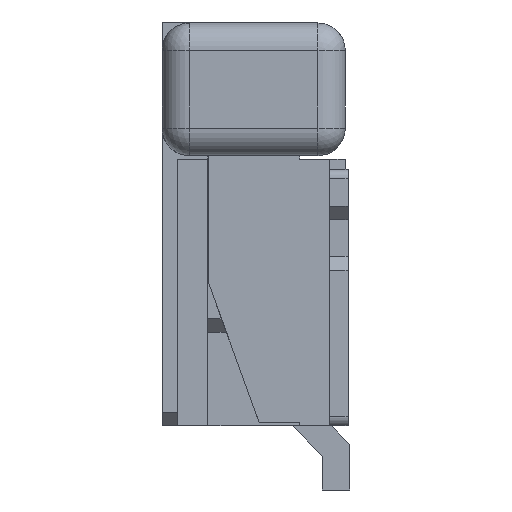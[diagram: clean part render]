
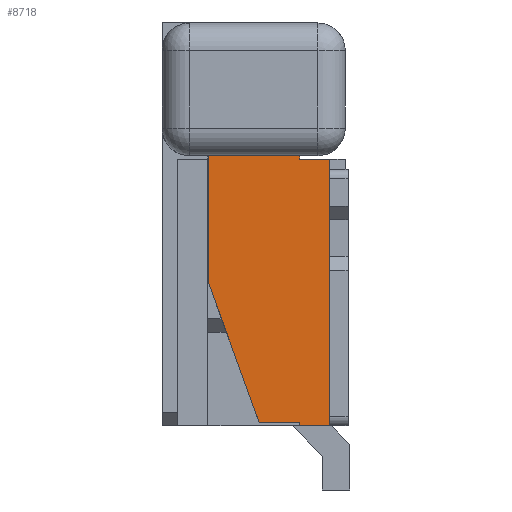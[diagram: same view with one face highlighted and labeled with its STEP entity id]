
A CAD part, left-side view. The second image highlights one B-rep face of the part: STEP entity #8718.
In plain terms, the highlighted planar face has unit normal (-1, 0, 0).
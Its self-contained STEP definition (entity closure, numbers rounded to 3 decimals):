
#504=DIRECTION('',(0.,0.,-1.));
#505=VECTOR('',#504,1.399);
#506=CARTESIAN_POINT('',(-9.62,0.49,-1.45));
#507=LINE('',#506,#505);
#524=DIRECTION('',(0.,0.,-1.));
#525=VECTOR('',#524,0.04);
#526=CARTESIAN_POINT('',(-9.62,-0.5,-1.45));
#527=LINE('',#526,#525);
#528=DIRECTION('',(0.,1.,0.));
#529=VECTOR('',#528,0.33);
#530=CARTESIAN_POINT('',(-9.62,-0.83,-1.49));
#531=LINE('',#530,#529);
#532=DIRECTION('',(0.,0.,1.));
#533=VECTOR('',#532,0.04);
#534=CARTESIAN_POINT('',(-9.62,-0.5,-4.4));
#535=LINE('',#534,#533);
#536=DIRECTION('',(0.,-0.342,-0.94));
#537=VECTOR('',#536,1.608);
#538=CARTESIAN_POINT('',(-9.62,0.49,-2.849));
#539=LINE('',#538,#537);
#540=DIRECTION('',(0.,-1.,0.));
#541=VECTOR('',#540,0.99);
#542=CARTESIAN_POINT('',(-9.62,0.49,-1.45));
#543=LINE('',#542,#541);
#601=DIRECTION('',(0.,0.,-1.));
#602=VECTOR('',#601,0.11);
#603=CARTESIAN_POINT('',(-9.62,-0.83,-1.49));
#604=LINE('',#603,#602);
#668=DIRECTION('',(0.,0.,1.));
#669=VECTOR('',#668,2.8);
#670=CARTESIAN_POINT('',(-9.62,-0.83,-4.4));
#671=LINE('',#670,#669);
#788=DIRECTION('',(0.,-1.,0.));
#789=VECTOR('',#788,0.33);
#790=CARTESIAN_POINT('',(-9.62,-0.5,-4.4));
#791=LINE('',#790,#789);
#6122=DIRECTION('',(0.,-1.,0.));
#6123=VECTOR('',#6122,0.44);
#6124=CARTESIAN_POINT('',(-9.62,-0.06,-4.36));
#6125=LINE('',#6124,#6123);
#6427=CARTESIAN_POINT('',(-9.62,-0.5,-1.45));
#6429=VERTEX_POINT('',#6427);
#6430=CARTESIAN_POINT('',(-9.62,-0.5,-1.49));
#6432=VERTEX_POINT('',#6430);
#6736=CARTESIAN_POINT('',(-9.62,-0.5,-4.4));
#6737=VERTEX_POINT('',#6736);
#6744=CARTESIAN_POINT('',(-9.62,0.49,-1.45));
#6745=VERTEX_POINT('',#6744);
#6746=CARTESIAN_POINT('',(-9.62,-0.5,-4.36));
#6748=VERTEX_POINT('',#6746);
#6790=CARTESIAN_POINT('',(-9.62,0.49,-2.849));
#6791=CARTESIAN_POINT('',(-9.62,-0.06,-4.36));
#6792=VERTEX_POINT('',#6790);
#6793=VERTEX_POINT('',#6791);
#6868=CARTESIAN_POINT('',(-9.62,-0.83,-4.4));
#6869=VERTEX_POINT('',#6868);
#6870=CARTESIAN_POINT('',(-9.62,-0.83,-1.6));
#6871=VERTEX_POINT('',#6870);
#6896=CARTESIAN_POINT('',(-9.62,-0.83,-1.49));
#6897=VERTEX_POINT('',#6896);
#8697=CARTESIAN_POINT('',(-9.62,0.83,-1.45));
#8698=DIRECTION('',(-1.,0.,0.));
#8699=DIRECTION('',(0.,-1.,0.));
#8700=AXIS2_PLACEMENT_3D('',#8697,#8698,#8699);
#8701=PLANE('',#8700);
#8702=ORIENTED_EDGE('',*,*,#8527,.T.);
#8703=ORIENTED_EDGE('',*,*,#8555,.F.);
#8705=ORIENTED_EDGE('',*,*,#8704,.T.);
#8707=ORIENTED_EDGE('',*,*,#8706,.F.);
#8709=ORIENTED_EDGE('',*,*,#8708,.F.);
#8710=ORIENTED_EDGE('',*,*,#8578,.T.);
#8712=ORIENTED_EDGE('',*,*,#8711,.F.);
#8713=ORIENTED_EDGE('',*,*,#8681,.F.);
#8714=ORIENTED_EDGE('',*,*,#8655,.F.);
#8715=ORIENTED_EDGE('',*,*,#8428,.T.);
#8716=EDGE_LOOP('',(#8702,#8703,#8705,#8707,#8709,#8710,#8712,#8713,#8714,
#8715));
#8717=FACE_OUTER_BOUND('',#8716,.F.);
#8428=EDGE_CURVE('',#6745,#6429,#543,.T.);
#8527=EDGE_CURVE('',#6429,#6432,#527,.T.);
#8555=EDGE_CURVE('',#6897,#6432,#531,.T.);
#8578=EDGE_CURVE('',#6737,#6748,#535,.T.);
#8655=EDGE_CURVE('',#6745,#6792,#507,.T.);
#8681=EDGE_CURVE('',#6792,#6793,#539,.T.);
#8704=EDGE_CURVE('',#6897,#6871,#604,.T.);
#8706=EDGE_CURVE('',#6869,#6871,#671,.T.);
#8708=EDGE_CURVE('',#6737,#6869,#791,.T.);
#8711=EDGE_CURVE('',#6793,#6748,#6125,.T.);
#8718=ADVANCED_FACE('',(#8717),#8701,.T.);
